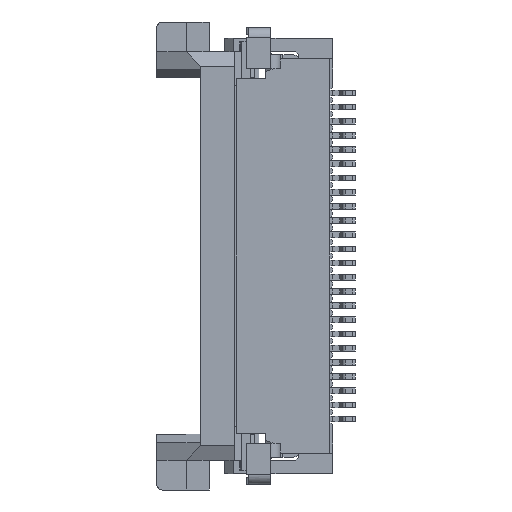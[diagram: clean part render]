
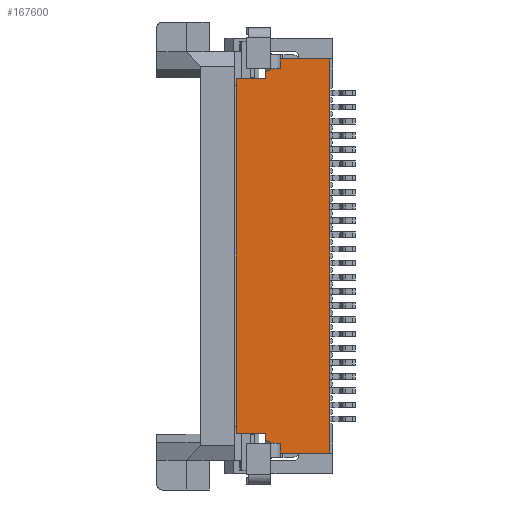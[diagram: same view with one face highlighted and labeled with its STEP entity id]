
A CAD part, left-side view. The second image highlights one B-rep face of the part: STEP entity #167600.
In plain terms, the highlighted face is planar.
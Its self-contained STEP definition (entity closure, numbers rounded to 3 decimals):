
#23770=CARTESIAN_POINT('',(0.5,34.15,-1.93));
#23780=VERTEX_POINT('',#23770);
#23810=CARTESIAN_POINT('',(0.5,34.25,-1.93));
#23820=DIRECTION('',(0.,1.,0.));
#23830=VECTOR('',#23820,1.);
#23840=LINE('',#23810,#23830);
#23850=CARTESIAN_POINT('',(0.5,32.4,-1.93));
#23860=VERTEX_POINT('',#23850);
#23870=EDGE_CURVE('',#23860,#23780,#23840,.T.);
#26070=CARTESIAN_POINT('',(0.5,32.4,-1.205));
#26080=DIRECTION('',(0.,0.,1.));
#26090=VECTOR('',#26080,1.);
#26100=LINE('',#26070,#26090);
#26110=CARTESIAN_POINT('',(0.5,32.4,-2.28));
#26120=VERTEX_POINT('',#26110);
#26130=EDGE_CURVE('',#26120,#23860,#26100,.T.);
#36570=CARTESIAN_POINT('',(0.5,31.3,-2.28));
#36580=DIRECTION('',(0.,1.,0.));
#36590=VECTOR('',#36580,1.);
#36600=LINE('',#36570,#36590);
#36610=CARTESIAN_POINT('',(0.5,32.15,-2.28));
#36620=VERTEX_POINT('',#36610);
#36630=CARTESIAN_POINT('',(0.5,32.337,-2.28));
#36640=VERTEX_POINT('',#36630);
#36650=EDGE_CURVE('',#36620,#36640,#36600,.T.);
#40290=CARTESIAN_POINT('',(0.5,31.9,-2.63));
#40300=VERTEX_POINT('',#40290);
#40330=CARTESIAN_POINT('',(0.5,34.25,-2.63));
#40340=DIRECTION('',(0.,-1.,0.));
#40350=VECTOR('',#40340,1.);
#40360=LINE('',#40330,#40350);
#40370=CARTESIAN_POINT('',(0.5,30.85,-2.63));
#40380=VERTEX_POINT('',#40370);
#40390=EDGE_CURVE('',#40300,#40380,#40360,.T.);
#75260=CARTESIAN_POINT('',(0.5,34.15,-15.83));
#75270=VERTEX_POINT('',#75260);
#75300=CARTESIAN_POINT('',(0.5,34.15,-19.02));
#75310=DIRECTION('',(0.,0.,-1.));
#75320=VECTOR('',#75310,1.);
#75330=LINE('',#75300,#75320);
#75340=EDGE_CURVE('',#23780,#75270,#75330,.T.);
#96220=CARTESIAN_POINT('',(0.5,34.25,-1.44));
#96230=DIRECTION('',(0.,0.928,
0.371));
#96240=VECTOR('',#96230,1.);
#96250=LINE('',#96220,#96240);
#96260=CARTESIAN_POINT('',(0.5,31.9,-2.38));
#96270=VERTEX_POINT('',#96260);
#96280=EDGE_CURVE('',#96270,#36620,#96250,.T.);
#114980=CARTESIAN_POINT('',(0.5,31.9,-15.13));
#114990=VERTEX_POINT('',#114980);
#115020=CARTESIAN_POINT('',(0.5,31.9,-16.555));
#115030=DIRECTION('',(0.,0.,-1.));
#115040=VECTOR('',#115030,1.);
#115050=LINE('',#115020,#115040);
#115060=CARTESIAN_POINT('',(0.5,31.9,-15.38));
#115070=VERTEX_POINT('',#115060);
#115080=EDGE_CURVE('',#114990,#115070,#115050,.T.);
#115750=CARTESIAN_POINT('',(0.5,31.9,-1.205));
#115760=DIRECTION('',(0.,0.,1.));
#115770=VECTOR('',#115760,1.);
#115780=LINE('',#115750,#115770);
#115790=EDGE_CURVE('',#40300,#96270,#115780,.T.);
#139610=CARTESIAN_POINT('',(0.5,34.25,-2.28));
#139620=DIRECTION('',(0.,1.,0.));
#139630=VECTOR('',#139620,1.);
#139640=LINE('',#139610,#139630);
#139650=EDGE_CURVE('',#36640,#26120,#139640,.T.);
#149620=CARTESIAN_POINT('',(0.5,32.15,-15.48));
#149630=VERTEX_POINT('',#149620);
#149660=CARTESIAN_POINT('',(0.5,31.3,-15.48));
#149670=DIRECTION('',(0.,1.,0.));
#149680=VECTOR('',#149670,1.);
#149690=LINE('',#149660,#149680);
#149700=CARTESIAN_POINT('',(0.5,32.337,-15.48));
#149710=VERTEX_POINT('',#149700);
#149720=EDGE_CURVE('',#149630,#149710,#149690,.T.);
#150190=CARTESIAN_POINT('',(0.5,34.25,-16.32));
#150200=DIRECTION('',(0.,0.928,
-0.371));
#150210=VECTOR('',#150200,1.);
#150220=LINE('',#150190,#150210);
#150230=EDGE_CURVE('',#115070,#149630,#150220,.T.);
#152130=CARTESIAN_POINT('',(0.5,34.25,-15.48));
#152140=DIRECTION('',(0.,1.,0.));
#152150=VECTOR('',#152140,1.);
#152160=LINE('',#152130,#152150);
#152170=CARTESIAN_POINT('',(0.5,32.4,-15.48));
#152180=VERTEX_POINT('',#152170);
#152190=EDGE_CURVE('',#149710,#152180,#152160,.T.);
#167130=CARTESIAN_POINT('',(0.5,34.25,-18.555));
#167140=DIRECTION('',(-1.,0.,0.));
#167150=DIRECTION('',(0.,0.,1.));
#167160=AXIS2_PLACEMENT_3D('',#167130,#167140,#167150);
#167170=PLANE('',#167160);
#167180=CARTESIAN_POINT('',(0.5,34.25,-15.83));
#167190=DIRECTION('',(0.,1.,0.));
#167200=VECTOR('',#167190,1.);
#167210=LINE('',#167180,#167200);
#167220=CARTESIAN_POINT('',(0.5,32.4,-15.83));
#167230=VERTEX_POINT('',#167220);
#167240=EDGE_CURVE('',#167230,#75270,#167210,.T.);
#167250=ORIENTED_EDGE('',*,*,#167240,.T.);
#167260=CARTESIAN_POINT('',(0.5,32.4,-16.555));
#167270=DIRECTION('',(0.,0.,-1.));
#167280=VECTOR('',#167270,1.);
#167290=LINE('',#167260,#167280);
#167300=EDGE_CURVE('',#152180,#167230,#167290,.T.);
#167310=ORIENTED_EDGE('',*,*,#167300,.T.);
#167320=ORIENTED_EDGE('',*,*,#152190,.T.);
#167330=ORIENTED_EDGE('',*,*,#149720,.T.);
#167340=ORIENTED_EDGE('',*,*,#150230,.T.);
#167350=ORIENTED_EDGE('',*,*,#115080,.T.);
#167360=CARTESIAN_POINT('',(0.5,34.25,-15.13));
#167370=DIRECTION('',(0.,-1.,0.));
#167380=VECTOR('',#167370,1.);
#167390=LINE('',#167360,#167380);
#167400=CARTESIAN_POINT('',(0.5,30.85,-15.13));
#167410=VERTEX_POINT('',#167400);
#167420=EDGE_CURVE('',#114990,#167410,#167390,.T.);
#167430=ORIENTED_EDGE('',*,*,#167420,.F.);
#167440=CARTESIAN_POINT('',(0.5,30.85,-15.74));
#167450=DIRECTION('',(0.,0.,-1.));
#167460=VECTOR('',#167450,1.);
#167470=LINE('',#167440,#167460);
#167480=EDGE_CURVE('',#40380,#167410,#167470,.T.);
#167490=ORIENTED_EDGE('',*,*,#167480,.T.);
#167500=ORIENTED_EDGE('',*,*,#40390,.T.);
#167510=ORIENTED_EDGE('',*,*,#115790,.F.);
#167520=ORIENTED_EDGE('',*,*,#96280,.F.);
#167530=ORIENTED_EDGE('',*,*,#36650,.F.);
#167540=ORIENTED_EDGE('',*,*,#139650,.F.);
#167550=ORIENTED_EDGE('',*,*,#26130,.F.);
#167560=ORIENTED_EDGE('',*,*,#23870,.F.);
#167570=ORIENTED_EDGE('',*,*,#75340,.F.);
#167580=EDGE_LOOP('',(#167570,#167560,#167550,#167540,#167530,#167520,
#167510,#167500,#167490,#167430,#167350,#167340,#167330,#167320,#167310,
#167250));
#167590=FACE_OUTER_BOUND('',#167580,.T.);
#167600=ADVANCED_FACE('',(#167590),#167170,.F.);
